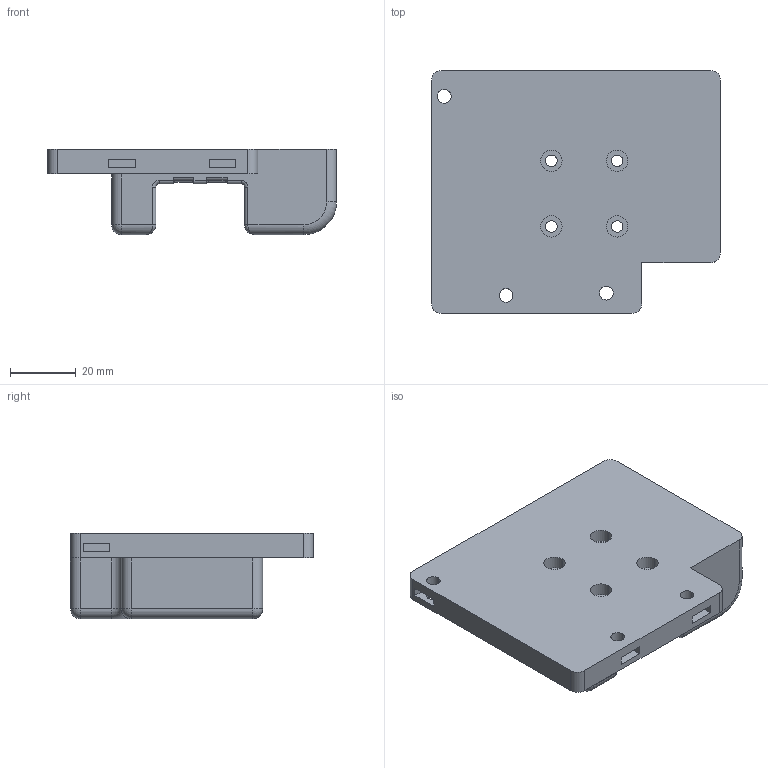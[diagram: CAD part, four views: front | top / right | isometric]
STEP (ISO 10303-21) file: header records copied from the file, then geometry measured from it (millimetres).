
FILE_DESCRIPTION (( 'STEP AP214' ), '1' );
FILE_NAME ('voron2.4_aparat.STEP', '2024-10-01T08:39:16', ( '' ), ( '' ), 'SwSTEP 2.0', 'SolidWorks 2022', '' );
FILE_SCHEMA (( 'AUTOMOTIVE_DESIGN' ));
Length unit declared in the file: millimetre
Products named in the file (1): voron2.4_aparat
Bounding box: 88 x 74 x 26 mm (x, y, z)
Volume: 82933.7 mm3; surface area: 20878.6 mm2
Topology: 1 solids, 1 shells, 406 faces, 940 edges, 536 vertices
Faces by surface type: plane 145, cylinder 132, torus 122, bspline 4, sphere 3
Entity records: 11674 total; most frequent: DIRECTION 2262, CARTESIAN_POINT 2120, ORIENTED_EDGE 1866, AXIS2_PLACEMENT_3D 942, EDGE_CURVE 933, CIRCLE 539, VERTEX_POINT 536, EDGE_LOOP 433
